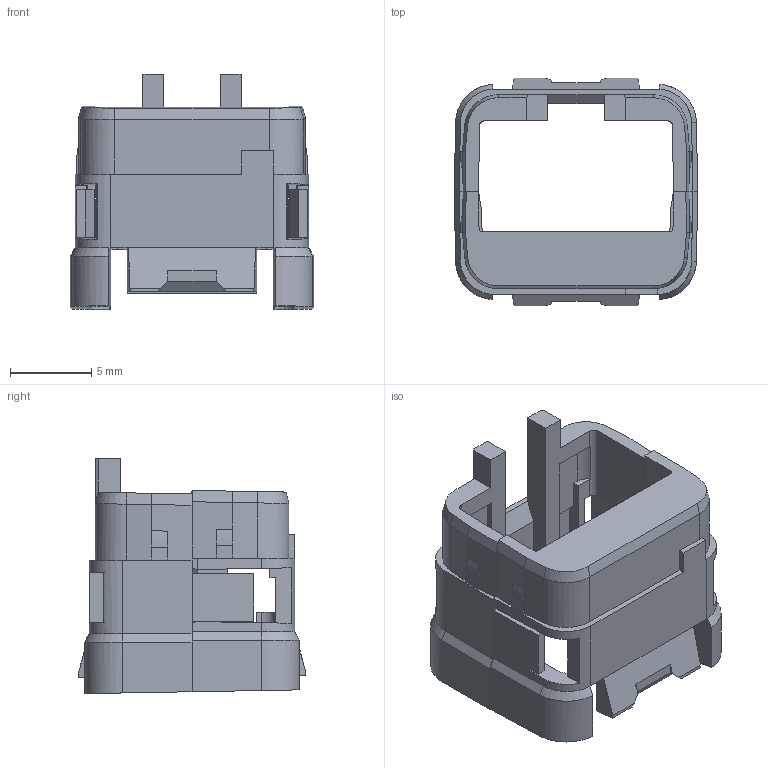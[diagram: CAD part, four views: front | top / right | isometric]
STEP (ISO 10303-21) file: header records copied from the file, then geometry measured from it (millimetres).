
FILE_DESCRIPTION((''),'2;1');
FILE_NAME('SIMMD0145PN','2019-12-13T',('presta_be4'),(''),'CREO PARAMETRIC BY PTC INC, 2018360','CREO PARAMETRIC BY PTC INC, 2018360','');
FILE_SCHEMA(('CONFIG_CONTROL_DESIGN'));
Length unit declared in the file: millimetre
Products named in the file (1): SIMMD0145PN
Bounding box: 15 x 14.05 x 14.5 mm (x, y, z)
Volume: 628.4 mm3; surface area: 1468.6 mm2
Topology: 1 solids, 1 shells, 286 faces, 804 edges, 504 vertices
Faces by surface type: plane 238, cylinder 36, cone 8, bspline 4
Entity records: 9725 total; most frequent: CARTESIAN_POINT 2538, ORIENTED_EDGE 1608, DIRECTION 1288, EDGE_CURVE 804, VECTOR 682, LINE 682, VERTEX_POINT 504, AXIS2_PLACEMENT_3D 303
